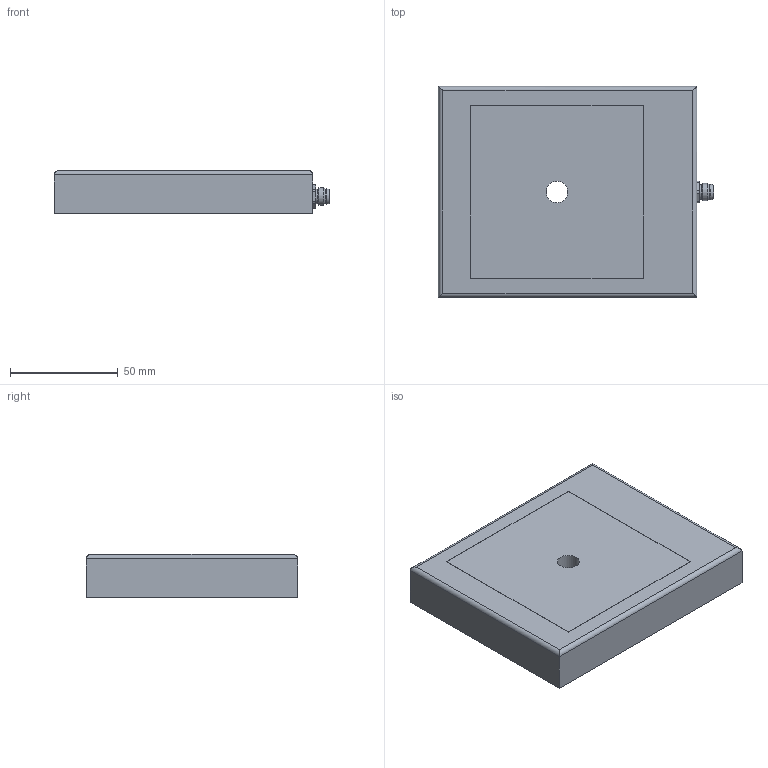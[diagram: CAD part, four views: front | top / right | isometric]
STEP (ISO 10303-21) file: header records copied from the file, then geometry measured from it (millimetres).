
FILE_DESCRIPTION(/* description */ (''),/* implementation_level */ '2;1');
FILE_NAME(/* name */ '8-8-SLED-2-VA',/* time_stamp */ '2016-02-05T12:37:56+01:00',/* author */ (''),/* organization */ (''),/* preprocessor_version */ 'ST-DEVELOPER v15.7',/* originating_system */ 'HiCAD 2015 2002.1 Build 408',/* authorisation */ '');
FILE_SCHEMA (('AUTOMOTIVE_DESIGN { 1 0 10303 214 1 1 1 1 }'));
Length unit declared in the file: millimetre
Products named in the file (4): Root; Baugruppe_Xled-2-VD; QUADER_0; 09-3391-00-04
Assembly tree (3 placements, depth 3):
  Root
    Baugruppe_Xled-2-VD
      QUADER_0
      09-3391-00-04
Bounding box: 127.7 x 98 x 20.1 mm (x, y, z)
Volume: 233265.4 mm3; surface area: 33716.2 mm2
Topology: 2 solids, 2 shells, 76 faces, 188 edges, 121 vertices
Faces by surface type: cylinder 32, plane 31, cone 8, sphere 4, torus 1
Full cylindrical faces by diameter (mm): 1 x4, 3.3 x4, 4 x4, 5.8 x1, 6.4 x1, 6.8 x3, 7.2 x1, 8 x1, 10 x1
Entity records: 3252 total; most frequent: DIRECTION 354, CARTESIAN_POINT 312, PRESENTATION_STYLE_ASSIGNMENT 260, COLOUR_RGB 260, OVER_RIDING_STYLED_ITEM 258, DRAUGHTING_PRE_DEFINED_CURVE_FONT 256, CURVE_STYLE 256, ORIENTED_EDGE 256
